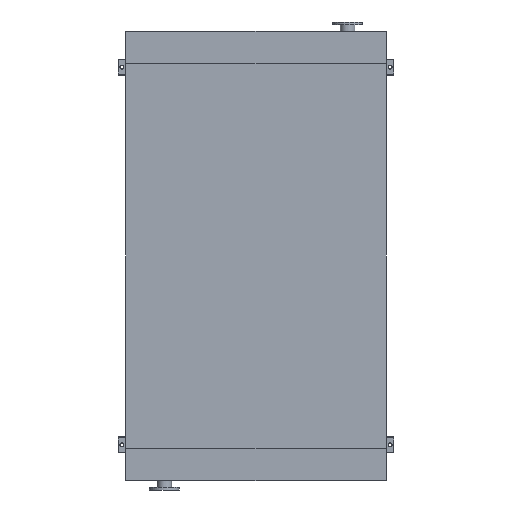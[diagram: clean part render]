
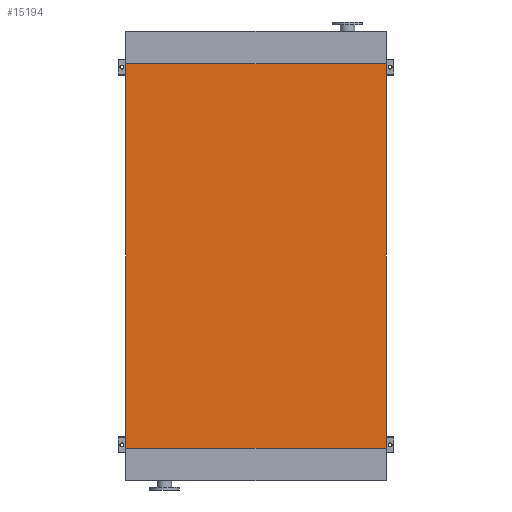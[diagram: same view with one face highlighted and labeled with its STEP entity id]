
A CAD part, front view. The second image highlights one B-rep face of the part: STEP entity #15194.
In plain terms, the highlighted planar face has unit normal (0, -1, 0).
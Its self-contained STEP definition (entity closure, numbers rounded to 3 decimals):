
#263 = CARTESIAN_POINT ( 'NONE',  ( -965., 0., 0. ) ) ;
#563 = CARTESIAN_POINT ( 'NONE',  ( -965., 0., -2850. ) ) ;
#640 = CARTESIAN_POINT ( 'NONE',  ( 965., 0., 0. ) ) ;
#1145 = AXIS2_PLACEMENT_3D ( 'NONE', #17158, #10516, #2217 ) ;
#1744 = LINE ( 'NONE', #563, #12642 ) ;
#2217 = DIRECTION ( 'NONE',  ( 0., 0., -1. ) ) ;
#2723 = VERTEX_POINT ( 'NONE', #5964 ) ;
#3659 = ORIENTED_EDGE ( 'NONE', *, *, #10793, .T. ) ;
#4459 = CARTESIAN_POINT ( 'NONE',  ( 965., 0., -2850. ) ) ;
#4898 = DIRECTION ( 'NONE',  ( 1., 0., 0. ) ) ;
#5964 = CARTESIAN_POINT ( 'NONE',  ( -965., 0., 0. ) ) ;
#6341 = VERTEX_POINT ( 'NONE', #7305 ) ;
#6345 = VECTOR ( 'NONE', #13733, 1000. ) ;
#6570 = CARTESIAN_POINT ( 'NONE',  ( -965., 0., -2850. ) ) ;
#7305 = CARTESIAN_POINT ( 'NONE',  ( 965., 0., -2850. ) ) ;
#7820 = LINE ( 'NONE', #263, #10441 ) ;
#8134 = VECTOR ( 'NONE', #13029, 1000. ) ;
#8559 = LINE ( 'NONE', #6570, #8134 ) ;
#8657 = VERTEX_POINT ( 'NONE', #640 ) ;
#9096 = DIRECTION ( 'NONE',  ( 1., 0., 0. ) ) ;
#9246 = PLANE ( 'NONE',  #1145 ) ;
#9819 = EDGE_LOOP ( 'NONE', ( #11674, #15654, #17120, #3659 ) ) ;
#10441 = VECTOR ( 'NONE', #4898, 1000. ) ;
#10516 = DIRECTION ( 'NONE',  ( 0., -1., 0. ) ) ;
#10793 = EDGE_CURVE ( 'NONE', #6341, #8657, #13262, .T. ) ;
#11034 = CARTESIAN_POINT ( 'NONE',  ( -965., 0., -2850. ) ) ;
#11118 = EDGE_CURVE ( 'NONE', #2723, #8657, #7820, .T. ) ;
#11336 = FACE_OUTER_BOUND ( 'NONE', #9819, .T. ) ;
#11348 = EDGE_CURVE ( 'NONE', #16101, #6341, #1744, .T. ) ;
#11674 = ORIENTED_EDGE ( 'NONE', *, *, #11118, .F. ) ;
#12642 = VECTOR ( 'NONE', #9096, 1000. ) ;
#13029 = DIRECTION ( 'NONE',  ( 0., 0., 1. ) ) ;
#13262 = LINE ( 'NONE', #4459, #6345 ) ;
#13733 = DIRECTION ( 'NONE',  ( 0., 0., 1. ) ) ;
#15194 = ADVANCED_FACE ( 'NONE', ( #11336 ), #9246, .T. ) ;
#15654 = ORIENTED_EDGE ( 'NONE', *, *, #17869, .F. ) ;
#16101 = VERTEX_POINT ( 'NONE', #11034 ) ;
#17120 = ORIENTED_EDGE ( 'NONE', *, *, #11348, .T. ) ;
#17158 = CARTESIAN_POINT ( 'NONE',  ( -965., 0., -2850. ) ) ;
#17869 = EDGE_CURVE ( 'NONE', #16101, #2723, #8559, .T. ) ;
